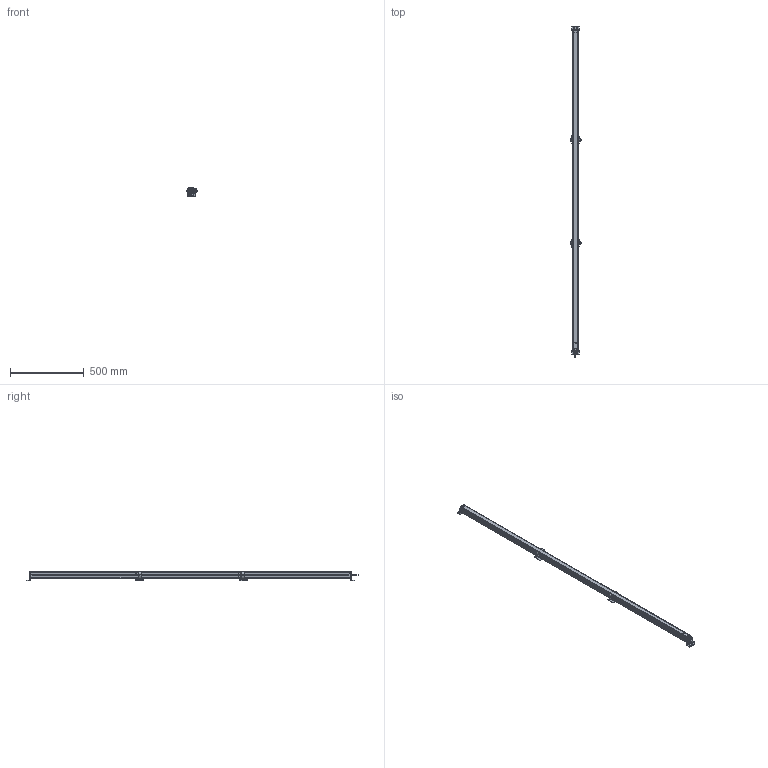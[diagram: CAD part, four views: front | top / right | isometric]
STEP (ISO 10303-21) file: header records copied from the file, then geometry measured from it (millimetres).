
FILE_DESCRIPTION((''),'2;1');
FILE_NAME('139562_SM01_ASM','2024-05-22T09:39:11',('banengservice'),('BANNER ENGINEERING'),'CREO PARAMETRIC BY PTC INC, 2022414','CREO PARAMETRIC BY PTC INC, 2022414','');
FILE_SCHEMA(('CONFIG_CONTROL_DESIGN'));
Length unit declared in the file: millimetre
Products named in the file (9): 139562_EP01; 139562_PL01; 114483; 114482; 58892; 60139; 71756_ASM; 111087; 139562_SM01_ASM
Assembly tree (17 placements, depth 3):
  139562_SM01_ASM
    139562_EP01
    139562_PL01
    71756_ASM  x2
      114483
      114482
      58892
      60139
    111087  x2
    58892  x4
Bounding box: 68.64 x 2247 x 63 mm (x, y, z)
Volume: 6006685.5 mm3; surface area: 854695.9 mm2
Topology: 22 solids, 32 shells, 2554 faces, 6901 edges, 4472 vertices
Faces by surface type: plane 1433, cylinder 896, bspline 116, torus 50, cone 27, sphere 24, extrusion 8
Entity records: 53658 total; most frequent: CARTESIAN_POINT 14987, ORIENTED_EDGE 8150, DIRECTION 7954, EDGE_CURVE 4083, AXIS2_PLACEMENT_3D 2694, VERTEX_POINT 2638, VECTOR 2566, LINE 2558
